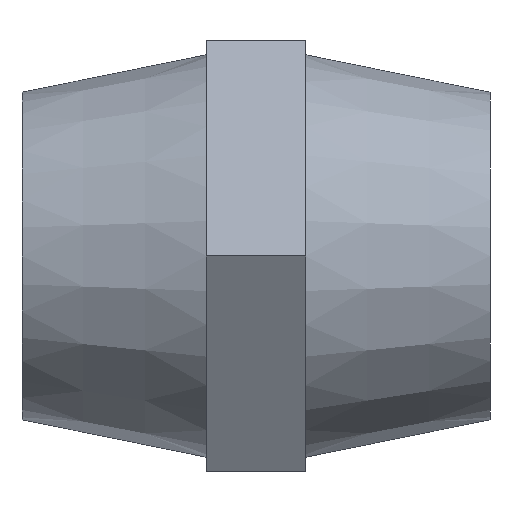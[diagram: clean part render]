
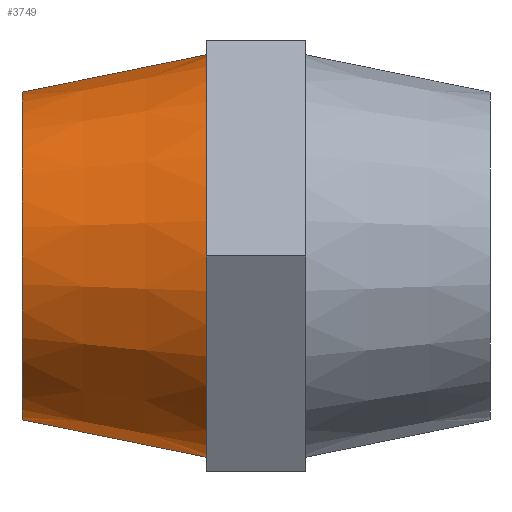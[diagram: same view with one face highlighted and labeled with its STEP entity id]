
A CAD part, left-side view. The second image highlights one B-rep face of the part: STEP entity #3749.
In plain terms, the highlighted conical face has half-angle 11.478 degrees and reference radius 21.5 mm.
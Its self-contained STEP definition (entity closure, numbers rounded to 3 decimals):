
#11 = DIRECTION ( 'NONE',  ( 0., -1., 0. ) ) ;
#69 = VERTEX_POINT ( 'NONE', #3261 ) ;
#166 = CARTESIAN_POINT ( 'NONE',  ( 0., 5.3, 0. ) ) ;
#423 = VERTEX_POINT ( 'NONE', #685 ) ;
#439 = CONICAL_SURFACE ( 'NONE', #1357, 21.5, 0.2 ) ;
#538 = DIRECTION ( 'NONE',  ( 0., -1., 0. ) ) ;
#577 = LINE ( 'NONE', #3435, #2642 ) ;
#596 = EDGE_CURVE ( 'NONE', #423, #1345, #1827, .T. ) ;
#685 = CARTESIAN_POINT ( 'NONE',  ( 0., 5.3, 21.5 ) ) ;
#865 = VERTEX_POINT ( 'NONE', #2603 ) ;
#924 = DIRECTION ( 'NONE',  ( 0., 0., -1. ) ) ;
#1106 = AXIS2_PLACEMENT_3D ( 'NONE', #166, #538, #2024 ) ;
#1274 = CARTESIAN_POINT ( 'NONE',  ( 0., 25., 0. ) ) ;
#1345 = VERTEX_POINT ( 'NONE', #3994 ) ;
#1357 = AXIS2_PLACEMENT_3D ( 'NONE', #3497, #11, #3112 ) ;
#1421 = VECTOR ( 'NONE', #2119, 1000. ) ;
#1511 = ORIENTED_EDGE ( 'NONE', *, *, #2781, .T. ) ;
#1827 = CIRCLE ( 'NONE', #1106, 21.5 ) ;
#1954 = EDGE_LOOP ( 'NONE', ( #2826, #3706, #1511, #3132 ) ) ;
#2024 = DIRECTION ( 'NONE',  ( 0., 0., -1. ) ) ;
#2101 = CIRCLE ( 'NONE', #3371, 17.5 ) ;
#2119 = DIRECTION ( 'NONE',  ( 0., -0.98, 0.199 ) ) ;
#2374 = CARTESIAN_POINT ( 'NONE',  ( 0., 5.3, 21.5 ) ) ;
#2603 = CARTESIAN_POINT ( 'NONE',  ( 0., 25., 17.5 ) ) ;
#2642 = VECTOR ( 'NONE', #3139, 1000. ) ;
#2723 = EDGE_CURVE ( 'NONE', #865, #69, #2101, .T. ) ;
#2781 = EDGE_CURVE ( 'NONE', #69, #1345, #577, .T. ) ;
#2826 = ORIENTED_EDGE ( 'NONE', *, *, #4026, .F. ) ;
#3112 = DIRECTION ( 'NONE',  ( 0., 0., -1. ) ) ;
#3132 = ORIENTED_EDGE ( 'NONE', *, *, #596, .F. ) ;
#3139 = DIRECTION ( 'NONE',  ( 0., -0.98, -0.199 ) ) ;
#3261 = CARTESIAN_POINT ( 'NONE',  ( 0., 25., -17.5 ) ) ;
#3371 = AXIS2_PLACEMENT_3D ( 'NONE', #1274, #4041, #924 ) ;
#3435 = CARTESIAN_POINT ( 'NONE',  ( 0., 5.3, -21.5 ) ) ;
#3497 = CARTESIAN_POINT ( 'NONE',  ( 0., 5.3, 0. ) ) ;
#3520 = FACE_OUTER_BOUND ( 'NONE', #1954, .T. ) ;
#3622 = LINE ( 'NONE', #2374, #1421 ) ;
#3706 = ORIENTED_EDGE ( 'NONE', *, *, #2723, .T. ) ;
#3749 = ADVANCED_FACE ( 'NONE', ( #3520 ), #439, .T. ) ;
#3994 = CARTESIAN_POINT ( 'NONE',  ( 0., 5.3, -21.5 ) ) ;
#4026 = EDGE_CURVE ( 'NONE', #865, #423, #3622, .T. ) ;
#4041 = DIRECTION ( 'NONE',  ( 0., -1., 0. ) ) ;
